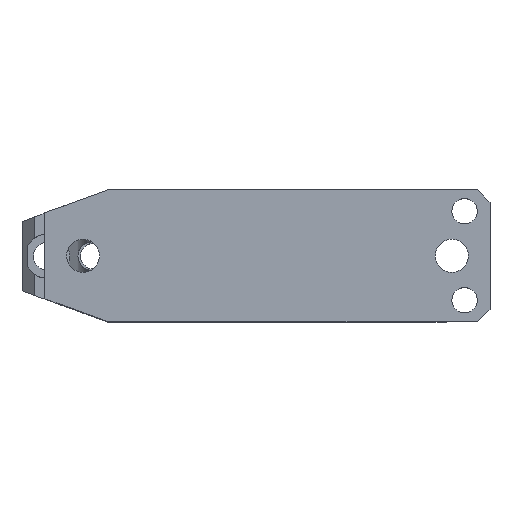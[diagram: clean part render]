
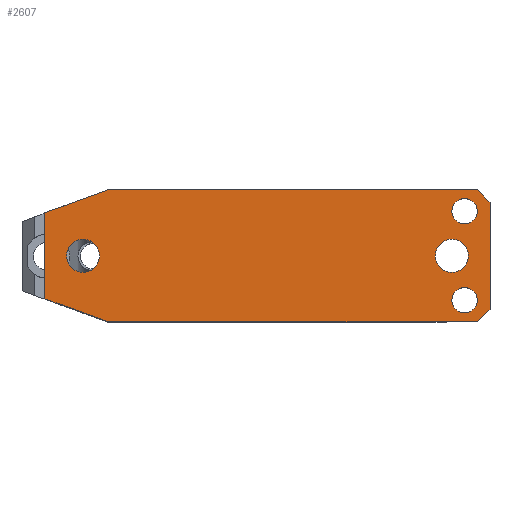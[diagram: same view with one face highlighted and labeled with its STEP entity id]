
A CAD part, top view. The second image highlights one B-rep face of the part: STEP entity #2607.
In plain terms, the highlighted planar face has unit normal (0, 0, 1).
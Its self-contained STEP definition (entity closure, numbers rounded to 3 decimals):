
#744=CARTESIAN_POINT('Line Origine',(-53.19,-26.,90.28)) ;
#748=CARTESIAN_POINT('Vertex',(19.31,-26.,90.28)) ;
#750=CARTESIAN_POINT('Vertex',(-125.69,-26.,90.28)) ;
#904=CARTESIAN_POINT('Line Origine',(21.81,-23.5,90.28)) ;
#908=CARTESIAN_POINT('Vertex',(24.31,-21.,90.28)) ;
#932=CARTESIAN_POINT('Vertex',(24.31,21.,90.28)) ;
#935=CARTESIAN_POINT('Line Origine',(24.31,0.,90.28)) ;
#952=CARTESIAN_POINT('Line Origine',(21.81,23.5,90.28)) ;
#956=CARTESIAN_POINT('Vertex',(19.31,26.,90.28)) ;
#1092=CARTESIAN_POINT('Vertex',(-125.69,26.,90.28)) ;
#1095=CARTESIAN_POINT('Line Origine',(-53.19,26.,90.28)) ;
#1282=CARTESIAN_POINT('Line Origine',(-138.19,-21.45,90.28)) ;
#1286=CARTESIAN_POINT('Vertex',(-150.69,-16.901,90.28)) ;
#1722=CARTESIAN_POINT('Vertex',(-150.69,16.901,90.28)) ;
#1725=CARTESIAN_POINT('Line Origine',(-138.19,21.45,90.28)) ;
#1887=CARTESIAN_POINT('Vertex',(9.31,17.5,90.28)) ;
#1890=CARTESIAN_POINT('Axis2P3D Location',(14.31,17.5,90.28)) ;
#1894=CARTESIAN_POINT('Vertex',(19.31,17.5,90.28)) ;
#1914=CARTESIAN_POINT('Axis2P3D Location',(14.31,17.5,90.28)) ;
#1935=CARTESIAN_POINT('Vertex',(9.31,-17.5,90.28)) ;
#1938=CARTESIAN_POINT('Axis2P3D Location',(14.31,-17.5,90.28)) ;
#1942=CARTESIAN_POINT('Vertex',(19.31,-17.5,90.28)) ;
#1962=CARTESIAN_POINT('Axis2P3D Location',(14.31,-17.5,90.28)) ;
#1979=CARTESIAN_POINT('Line Origine',(-150.69,0.,90.28)) ;
#2457=CARTESIAN_POINT('Vertex',(-142.19,0.,90.28)) ;
#2460=CARTESIAN_POINT('Axis2P3D Location',(-135.69,0.,90.28)) ;
#2464=CARTESIAN_POINT('Vertex',(-129.19,0.,90.28)) ;
#2484=CARTESIAN_POINT('Axis2P3D Location',(-135.69,0.,90.28)) ;
#2514=CARTESIAN_POINT('Vertex',(2.81,0.,90.28)) ;
#2517=CARTESIAN_POINT('Axis2P3D Location',(9.31,0.,90.28)) ;
#2521=CARTESIAN_POINT('Vertex',(15.81,0.,90.28)) ;
#2541=CARTESIAN_POINT('Axis2P3D Location',(9.31,0.,90.28)) ;
#2576=CARTESIAN_POINT('Axis2P3D Location',(-150.69,26.,90.28)) ;
#745=DIRECTION('Vector Direction',(1.,0.,0.)) ;
#905=DIRECTION('Vector Direction',(0.707,0.707,0.)) ;
#936=DIRECTION('Vector Direction',(0.,-1.,0.)) ;
#953=DIRECTION('Vector Direction',(-0.707,0.707,0.)) ;
#1096=DIRECTION('Vector Direction',(1.,0.,0.)) ;
#1283=DIRECTION('Vector Direction',(0.94,-0.342,0.)) ;
#1726=DIRECTION('Vector Direction',(0.94,0.342,0.)) ;
#1891=DIRECTION('Axis2P3D Direction',(-0.,0.,1.)) ;
#1915=DIRECTION('Axis2P3D Direction',(-0.,0.,1.)) ;
#1939=DIRECTION('Axis2P3D Direction',(-0.,0.,1.)) ;
#1963=DIRECTION('Axis2P3D Direction',(-0.,0.,1.)) ;
#1980=DIRECTION('Vector Direction',(0.,-1.,0.)) ;
#2461=DIRECTION('Axis2P3D Direction',(0.,-0.,1.)) ;
#2485=DIRECTION('Axis2P3D Direction',(0.,-0.,1.)) ;
#2518=DIRECTION('Axis2P3D Direction',(0.,-0.,1.)) ;
#2542=DIRECTION('Axis2P3D Direction',(0.,-0.,1.)) ;
#2577=DIRECTION('Axis2P3D Direction',(0.,0.,-1.)) ;
#2578=DIRECTION('Axis2P3D XDirection',(-1.,0.,0.)) ;
#1892=AXIS2_PLACEMENT_3D('Circle Axis2P3D',#1890,#1891,$) ;
#1916=AXIS2_PLACEMENT_3D('Circle Axis2P3D',#1914,#1915,$) ;
#1940=AXIS2_PLACEMENT_3D('Circle Axis2P3D',#1938,#1939,$) ;
#1964=AXIS2_PLACEMENT_3D('Circle Axis2P3D',#1962,#1963,$) ;
#2462=AXIS2_PLACEMENT_3D('Circle Axis2P3D',#2460,#2461,$) ;
#2486=AXIS2_PLACEMENT_3D('Circle Axis2P3D',#2484,#2485,$) ;
#2519=AXIS2_PLACEMENT_3D('Circle Axis2P3D',#2517,#2518,$) ;
#2543=AXIS2_PLACEMENT_3D('Circle Axis2P3D',#2541,#2542,$) ;
#2579=AXIS2_PLACEMENT_3D('Plane Axis2P3D',#2576,#2577,#2578) ;
#2582=ORIENTED_EDGE('',*,*,#939,.F.) ;
#2583=ORIENTED_EDGE('',*,*,#958,.T.) ;
#2584=ORIENTED_EDGE('',*,*,#1099,.T.) ;
#2585=ORIENTED_EDGE('',*,*,#1729,.F.) ;
#2586=ORIENTED_EDGE('',*,*,#1983,.T.) ;
#2587=ORIENTED_EDGE('',*,*,#1288,.T.) ;
#2588=ORIENTED_EDGE('',*,*,#752,.F.) ;
#2589=ORIENTED_EDGE('',*,*,#910,.T.) ;
#2592=ORIENTED_EDGE('',*,*,#2488,.F.) ;
#2593=ORIENTED_EDGE('',*,*,#2466,.F.) ;
#2596=ORIENTED_EDGE('',*,*,#1966,.F.) ;
#2597=ORIENTED_EDGE('',*,*,#1944,.F.) ;
#2600=ORIENTED_EDGE('',*,*,#1918,.F.) ;
#2601=ORIENTED_EDGE('',*,*,#1896,.F.) ;
#2604=ORIENTED_EDGE('',*,*,#2523,.F.) ;
#2605=ORIENTED_EDGE('',*,*,#2545,.F.) ;
#2594=FACE_BOUND('',#2591,.T.) ;
#2598=FACE_BOUND('',#2595,.T.) ;
#2602=FACE_BOUND('',#2599,.T.) ;
#2606=FACE_BOUND('',#2603,.T.) ;
#746=VECTOR('Line Direction',#745,1.) ;
#906=VECTOR('Line Direction',#905,1.) ;
#937=VECTOR('Line Direction',#936,1.) ;
#954=VECTOR('Line Direction',#953,1.) ;
#1097=VECTOR('Line Direction',#1096,1.) ;
#1284=VECTOR('Line Direction',#1283,1.) ;
#1727=VECTOR('Line Direction',#1726,1.) ;
#1981=VECTOR('Line Direction',#1980,1.) ;
#2607=ADVANCED_FACE('CAM HOLDER',(#2590,#2594,#2598,#2602,#2606),#2580,.F.) ;
#1893=CIRCLE('generated circle',#1892,5.) ;
#1917=CIRCLE('generated circle',#1916,5.) ;
#1941=CIRCLE('generated circle',#1940,5.) ;
#1965=CIRCLE('generated circle',#1964,5.) ;
#2463=CIRCLE('generated circle',#2462,6.5) ;
#2487=CIRCLE('generated circle',#2486,6.5) ;
#2520=CIRCLE('generated circle',#2519,6.5) ;
#2544=CIRCLE('generated circle',#2543,6.5) ;
#752=EDGE_CURVE('',#749,#751,#747,.F.) ;
#910=EDGE_CURVE('',#749,#909,#907,.T.) ;
#939=EDGE_CURVE('',#933,#909,#938,.T.) ;
#958=EDGE_CURVE('',#933,#957,#955,.T.) ;
#1099=EDGE_CURVE('',#957,#1093,#1098,.F.) ;
#1288=EDGE_CURVE('',#1287,#751,#1285,.T.) ;
#1729=EDGE_CURVE('',#1723,#1093,#1728,.T.) ;
#1896=EDGE_CURVE('',#1888,#1895,#1893,.T.) ;
#1918=EDGE_CURVE('',#1895,#1888,#1917,.T.) ;
#1944=EDGE_CURVE('',#1936,#1943,#1941,.T.) ;
#1966=EDGE_CURVE('',#1943,#1936,#1965,.T.) ;
#1983=EDGE_CURVE('',#1723,#1287,#1982,.T.) ;
#2466=EDGE_CURVE('',#2458,#2465,#2463,.T.) ;
#2488=EDGE_CURVE('',#2465,#2458,#2487,.T.) ;
#2523=EDGE_CURVE('',#2515,#2522,#2520,.T.) ;
#2545=EDGE_CURVE('',#2522,#2515,#2544,.T.) ;
#2581=EDGE_LOOP('',(#2582,#2583,#2584,#2585,#2586,#2587,#2588,#2589)) ;
#2591=EDGE_LOOP('',(#2592,#2593)) ;
#2595=EDGE_LOOP('',(#2596,#2597)) ;
#2599=EDGE_LOOP('',(#2600,#2601)) ;
#2603=EDGE_LOOP('',(#2604,#2605)) ;
#2590=FACE_OUTER_BOUND('',#2581,.T.) ;
#747=LINE('Line',#744,#746) ;
#907=LINE('Line',#904,#906) ;
#938=LINE('Line',#935,#937) ;
#955=LINE('Line',#952,#954) ;
#1098=LINE('Line',#1095,#1097) ;
#1285=LINE('Line',#1282,#1284) ;
#1728=LINE('Line',#1725,#1727) ;
#1982=LINE('Line',#1979,#1981) ;
#2580=PLANE('Plane',#2579) ;
#749=VERTEX_POINT('',#748) ;
#751=VERTEX_POINT('',#750) ;
#909=VERTEX_POINT('',#908) ;
#933=VERTEX_POINT('',#932) ;
#957=VERTEX_POINT('',#956) ;
#1093=VERTEX_POINT('',#1092) ;
#1287=VERTEX_POINT('',#1286) ;
#1723=VERTEX_POINT('',#1722) ;
#1888=VERTEX_POINT('',#1887) ;
#1895=VERTEX_POINT('',#1894) ;
#1936=VERTEX_POINT('',#1935) ;
#1943=VERTEX_POINT('',#1942) ;
#2458=VERTEX_POINT('',#2457) ;
#2465=VERTEX_POINT('',#2464) ;
#2515=VERTEX_POINT('',#2514) ;
#2522=VERTEX_POINT('',#2521) ;
